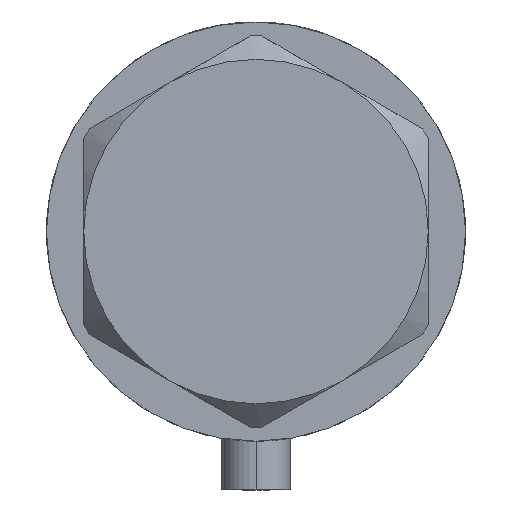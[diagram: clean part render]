
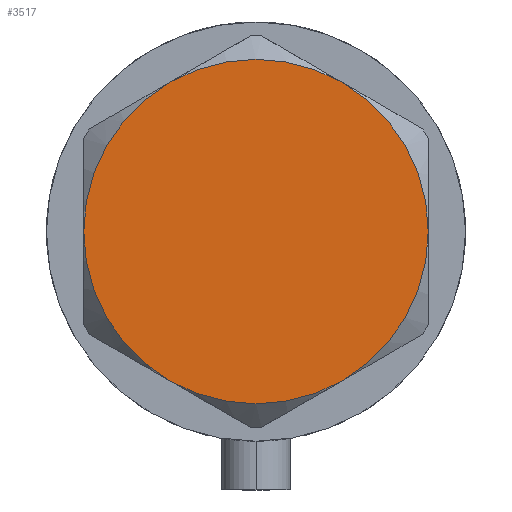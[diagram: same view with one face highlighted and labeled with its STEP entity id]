
A CAD part, left-side view. The second image highlights one B-rep face of the part: STEP entity #3517.
In plain terms, the highlighted face is planar.
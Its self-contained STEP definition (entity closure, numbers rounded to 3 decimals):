
#47 = ORIENTED_EDGE ( 'NONE', *, *, #4476, .T. ) ;
#49 = AXIS2_PLACEMENT_3D ( 'NONE', #2942, #4361, #4324 ) ;
#54 = DIRECTION ( 'NONE',  ( 1., 0., 0. ) ) ;
#253 = CIRCLE ( 'NONE', #1126, 30. ) ;
#263 = PLANE ( 'NONE',  #489 ) ;
#409 = ORIENTED_EDGE ( 'NONE', *, *, #2609, .T. ) ;
#456 = CARTESIAN_POINT ( 'NONE',  ( 0., 0., 14.5 ) ) ;
#489 = AXIS2_PLACEMENT_3D ( 'NONE', #3390, #2005, #3005 ) ;
#503 = CARTESIAN_POINT ( 'NONE',  ( 0., 0., 14.5 ) ) ;
#575 = DIRECTION ( 'NONE',  ( 1., 0., 0. ) ) ;
#694 = VERTEX_POINT ( 'NONE', #3247 ) ;
#722 = ORIENTED_EDGE ( 'NONE', *, *, #1553, .T. ) ;
#770 = CARTESIAN_POINT ( 'NONE',  ( 15., -25.981, 14.5 ) ) ;
#849 = CIRCLE ( 'NONE', #3730, 30. ) ;
#886 = CARTESIAN_POINT ( 'NONE',  ( 0., 0., 14.5 ) ) ;
#1126 = AXIS2_PLACEMENT_3D ( 'NONE', #3993, #3756, #2657 ) ;
#1200 = AXIS2_PLACEMENT_3D ( 'NONE', #503, #3246, #2863 ) ;
#1280 = FACE_OUTER_BOUND ( 'NONE', #1704, .T. ) ;
#1468 = CARTESIAN_POINT ( 'NONE',  ( 15., 25.981, 14.5 ) ) ;
#1500 = EDGE_CURVE ( 'NONE', #3103, #694, #3869, .T. ) ;
#1524 = CARTESIAN_POINT ( 'NONE',  ( -30., 0., 14.5 ) ) ;
#1553 = EDGE_CURVE ( 'NONE', #3163, #1921, #253, .T. ) ;
#1704 = EDGE_LOOP ( 'NONE', ( #2912, #3421, #47, #2854, #722, #409 ) ) ;
#1829 = DIRECTION ( 'NONE',  ( 0., 0., 1. ) ) ;
#1855 = AXIS2_PLACEMENT_3D ( 'NONE', #2731, #4037, #575 ) ;
#1921 = VERTEX_POINT ( 'NONE', #3715 ) ;
#2005 = DIRECTION ( 'NONE',  ( 0., 0., 1. ) ) ;
#2025 = VERTEX_POINT ( 'NONE', #4077 ) ;
#2205 = DIRECTION ( 'NONE',  ( 1., 0., 0. ) ) ;
#2246 = EDGE_CURVE ( 'NONE', #2025, #3163, #2712, .T. ) ;
#2609 = EDGE_CURVE ( 'NONE', #1921, #3103, #849, .T. ) ;
#2657 = DIRECTION ( 'NONE',  ( 1., 0., 0. ) ) ;
#2712 = CIRCLE ( 'NONE', #1200, 30. ) ;
#2731 = CARTESIAN_POINT ( 'NONE',  ( 0., 0., 14.5 ) ) ;
#2854 = ORIENTED_EDGE ( 'NONE', *, *, #2246, .T. ) ;
#2863 = DIRECTION ( 'NONE',  ( 1., 0., 0. ) ) ;
#2912 = ORIENTED_EDGE ( 'NONE', *, *, #1500, .T. ) ;
#2942 = CARTESIAN_POINT ( 'NONE',  ( 0., 0., 14.5 ) ) ;
#3005 = DIRECTION ( 'NONE',  ( 1., 0., 0. ) ) ;
#3103 = VERTEX_POINT ( 'NONE', #770 ) ;
#3163 = VERTEX_POINT ( 'NONE', #1524 ) ;
#3246 = DIRECTION ( 'NONE',  ( 0., 0., 1. ) ) ;
#3247 = CARTESIAN_POINT ( 'NONE',  ( 30., 0., 14.5 ) ) ;
#3390 = CARTESIAN_POINT ( 'NONE',  ( 0., 0., 14.5 ) ) ;
#3421 = ORIENTED_EDGE ( 'NONE', *, *, #3531, .T. ) ;
#3517 = ADVANCED_FACE ( 'NONE', ( #1280 ), #263, .T. ) ;
#3531 = EDGE_CURVE ( 'NONE', #694, #4041, #3815, .T. ) ;
#3596 = DIRECTION ( 'NONE',  ( 0., 0., 1. ) ) ;
#3715 = CARTESIAN_POINT ( 'NONE',  ( -15., -25.981, 14.5 ) ) ;
#3730 = AXIS2_PLACEMENT_3D ( 'NONE', #456, #1829, #54 ) ;
#3756 = DIRECTION ( 'NONE',  ( 0., 0., 1. ) ) ;
#3811 = CIRCLE ( 'NONE', #49, 30. ) ;
#3815 = CIRCLE ( 'NONE', #1855, 30. ) ;
#3869 = CIRCLE ( 'NONE', #4002, 30. ) ;
#3993 = CARTESIAN_POINT ( 'NONE',  ( 0., 0., 14.5 ) ) ;
#4002 = AXIS2_PLACEMENT_3D ( 'NONE', #886, #3596, #2205 ) ;
#4037 = DIRECTION ( 'NONE',  ( 0., 0., 1. ) ) ;
#4041 = VERTEX_POINT ( 'NONE', #1468 ) ;
#4077 = CARTESIAN_POINT ( 'NONE',  ( -15., 25.981, 14.5 ) ) ;
#4324 = DIRECTION ( 'NONE',  ( 1., 0., 0. ) ) ;
#4361 = DIRECTION ( 'NONE',  ( 0., 0., 1. ) ) ;
#4476 = EDGE_CURVE ( 'NONE', #4041, #2025, #3811, .T. ) ;
